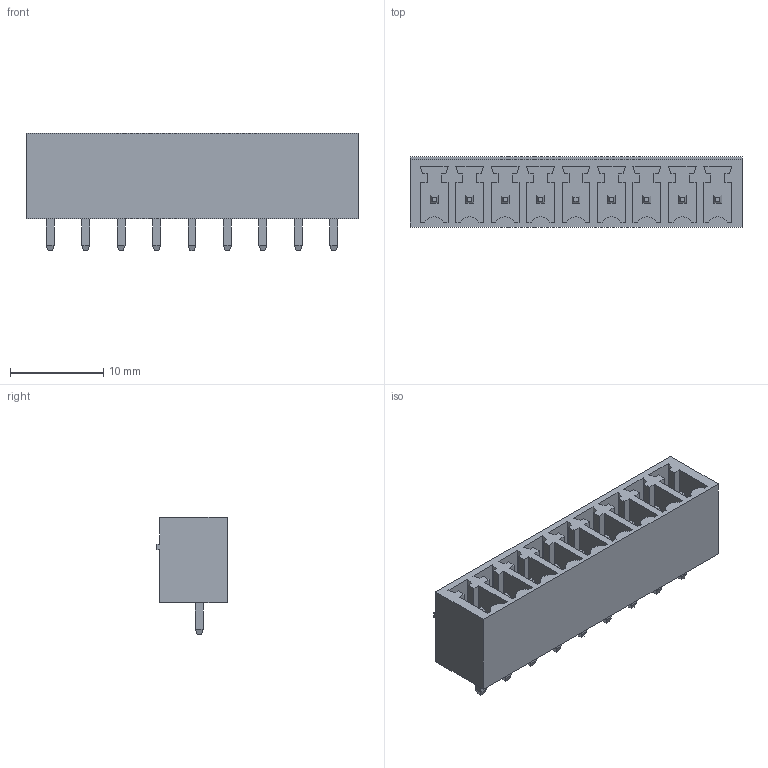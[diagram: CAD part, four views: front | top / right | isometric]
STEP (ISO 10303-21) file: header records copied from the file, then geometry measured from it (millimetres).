
FILE_DESCRIPTION(/* description */ ('model of PhoenixContact_MCV-G_09x3.81mm_Vertical.'),/* implementation_level */ FILE_NAME(/* name */ 'PhoenixContact_MCV-G_09x3.81mm_Vertical..stp',/* time_stamp */ '2017-02-27T15:12:10',/* author */ ('Rene Poeschl',''),/* organization */ (''),/* preprocessor_version */ '',/* originating_system */ '',/* authorisation */ '');
FILE_NAME(/* name */ 'PhoenixContact_MCV-G_09x3.81mm_Vertical..stp',/* time_stamp */ '2017-02-27T15:12:10',/* author */ ('Rene Poeschl',''),/* organization */ (''),/* preprocessor_version */ '',/* originating_system */ '',/* authorisation */ '');
FILE_SCHEMA(('AUTOMOTIVE_DESIGN_CC2 { 1 2 10303 214 -1 1 5 4 }'));
Length unit declared in the file: millimetre
Products named in the file (1): MCV_01x09_G_3_81mm
Bounding box: 35.68 x 7.55 x 12.6 mm (x, y, z)
Volume: 1512.8 mm3; surface area: 2824.7 mm2
Topology: 1 solids, 1 shells, 307 faces, 762 edges, 484 vertices
Faces by surface type: plane 298, cylinder 9
Entity records: 20789 total; most frequent: CARTESIAN_POINT 3276, DIRECTION 2767, LINE 2106, VECTOR 2106, ORIENTED_EDGE 1524, PCURVE 1524, DEFINITIONAL_REPRESENTATION 1524, EDGE_CURVE 762
